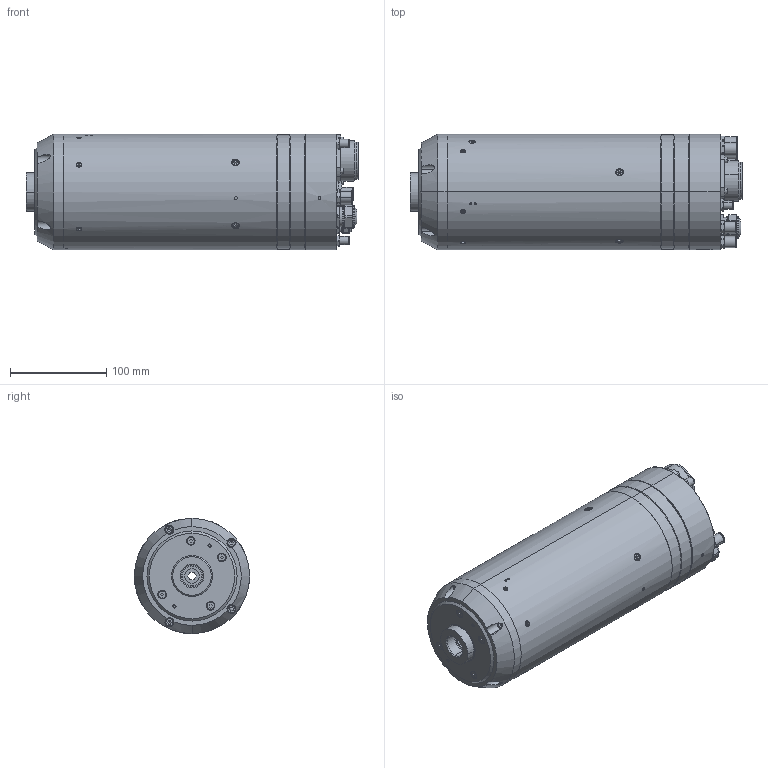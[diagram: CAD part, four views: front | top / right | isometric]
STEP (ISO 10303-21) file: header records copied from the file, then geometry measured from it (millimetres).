
FILE_DESCRIPTION (( 'STEP AP203' ), '1' );
FILE_NAME ('120DI36S-01-.STEP', '2014-09-12T09:01:03', ( '' ), ( '' ), 'SwSTEP 2.0', 'SolidWorks 2014', '' );
FILE_SCHEMA (( 'CONFIG_CONTROL_DESIGN' ));
Length unit declared in the file: millimetre
Products named in the file (1): 120DI36S-01-
Bounding box: 345.8 x 120 x 120 mm (x, y, z)
Surface area: 179410.6 mm2 (no closed solid volume)
Topology: 0 solids, 80 shells, 806 faces, 2444 edges, 1668 vertices
Faces by surface type: plane 355, cylinder 295, cone 74, torus 50, sphere 32
Entity records: 28528 total; most frequent: CARTESIAN_POINT 6547, DIRECTION 4953, ORIENTED_EDGE 3794, EDGE_CURVE 2350, AXIS2_PLACEMENT_3D 1873, VERTEX_POINT 1636, VECTOR 1207, LINE 1207
